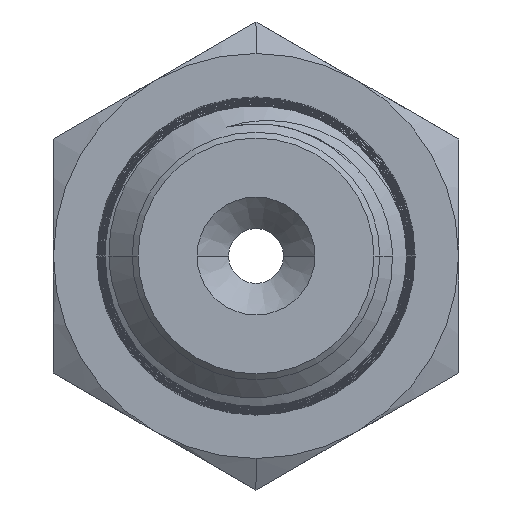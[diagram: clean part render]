
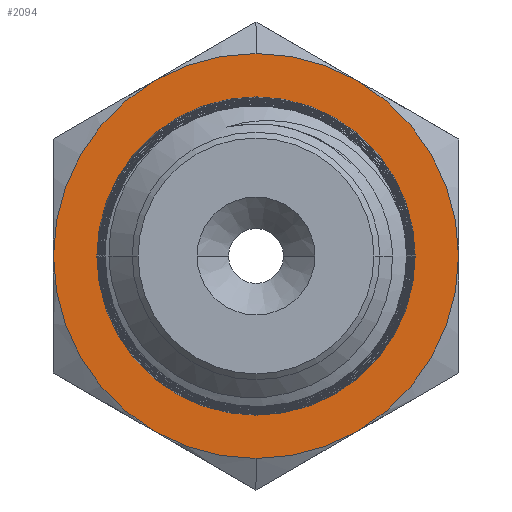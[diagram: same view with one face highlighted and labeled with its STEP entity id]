
A CAD part, front view. The second image highlights one B-rep face of the part: STEP entity #2094.
In plain terms, the highlighted planar face has unit normal (0, -1, 0).
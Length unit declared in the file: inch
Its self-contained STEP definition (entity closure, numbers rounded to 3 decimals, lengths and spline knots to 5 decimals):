
#30 = AXIS2_PLACEMENT_3D ( 'NONE', #3810, #3058, #4398 ) ;
#155 = EDGE_CURVE ( 'NONE', #4749, #1442, #3983, .T. ) ;
#357 = CARTESIAN_POINT ( 'NONE',  ( 0.27, 0.69, 0. ) ) ;
#372 = DIRECTION ( 'NONE',  ( 1., 0., 0. ) ) ;
#373 = ORIENTED_EDGE ( 'NONE', *, *, #155, .F. ) ;
#820 = CARTESIAN_POINT ( 'NONE',  ( 0., 0.69, 0. ) ) ;
#1321 = DIRECTION ( 'NONE',  ( 1., 0., 0. ) ) ;
#1355 = EDGE_CURVE ( 'NONE', #4426, #8600, #8111, .T. ) ;
#1442 = VERTEX_POINT ( 'NONE', #357 ) ;
#1691 = EDGE_CURVE ( 'NONE', #1442, #4749, #4509, .T. ) ;
#1749 = DIRECTION ( 'NONE',  ( 0., -1., 0. ) ) ;
#2094 = ADVANCED_FACE ( 'NONE', ( #7476, #3251 ), #5433, .T. ) ;
#2206 = CARTESIAN_POINT ( 'NONE',  ( 0., 0.69, -0.3435 ) ) ;
#2274 = DIRECTION ( 'NONE',  ( 0., -1., 0. ) ) ;
#2313 = AXIS2_PLACEMENT_3D ( 'NONE', #6815, #4770, #1321 ) ;
#2896 = ORIENTED_EDGE ( 'NONE', *, *, #1691, .F. ) ;
#2969 = CIRCLE ( 'NONE', #3725, 0.3435 ) ;
#3048 = DIRECTION ( 'NONE',  ( 1., 0., 0. ) ) ;
#3058 = DIRECTION ( 'NONE',  ( 0., 1., 0. ) ) ;
#3251 = FACE_OUTER_BOUND ( 'NONE', #8353, .T. ) ;
#3418 = CARTESIAN_POINT ( 'NONE',  ( -0.27, 0.69, 0. ) ) ;
#3725 = AXIS2_PLACEMENT_3D ( 'NONE', #820, #6865, #4796 ) ;
#3810 = CARTESIAN_POINT ( 'NONE',  ( 0., 0.69, 0. ) ) ;
#3911 = EDGE_LOOP ( 'NONE', ( #2896, #373 ) ) ;
#3983 = CIRCLE ( 'NONE', #6524, 0.27 ) ;
#4132 = ORIENTED_EDGE ( 'NONE', *, *, #6333, .F. ) ;
#4398 = DIRECTION ( 'NONE',  ( 0., 0., 1. ) ) ;
#4426 = VERTEX_POINT ( 'NONE', #8004 ) ;
#4509 = CIRCLE ( 'NONE', #7304, 0.27 ) ;
#4749 = VERTEX_POINT ( 'NONE', #3418 ) ;
#4770 = DIRECTION ( 'NONE',  ( 0., -1., 0. ) ) ;
#4796 = DIRECTION ( 'NONE',  ( 0., 0., 1. ) ) ;
#5433 = PLANE ( 'NONE',  #2313 ) ;
#6333 = EDGE_CURVE ( 'NONE', #8600, #4426, #2969, .T. ) ;
#6451 = CARTESIAN_POINT ( 'NONE',  ( 0., 0.69, 0. ) ) ;
#6524 = AXIS2_PLACEMENT_3D ( 'NONE', #6451, #2274, #3048 ) ;
#6815 = CARTESIAN_POINT ( 'NONE',  ( -0.27, 0.69, 0. ) ) ;
#6865 = DIRECTION ( 'NONE',  ( 0., 1., 0. ) ) ;
#7234 = ORIENTED_EDGE ( 'NONE', *, *, #1355, .F. ) ;
#7304 = AXIS2_PLACEMENT_3D ( 'NONE', #7851, #1749, #372 ) ;
#7476 = FACE_BOUND ( 'NONE', #3911, .T. ) ;
#7851 = CARTESIAN_POINT ( 'NONE',  ( 0., 0.69, 0. ) ) ;
#8004 = CARTESIAN_POINT ( 'NONE',  ( 0., 0.69, 0.3435 ) ) ;
#8111 = CIRCLE ( 'NONE', #30, 0.3435 ) ;
#8353 = EDGE_LOOP ( 'NONE', ( #7234, #4132 ) ) ;
#8600 = VERTEX_POINT ( 'NONE', #2206 ) ;
